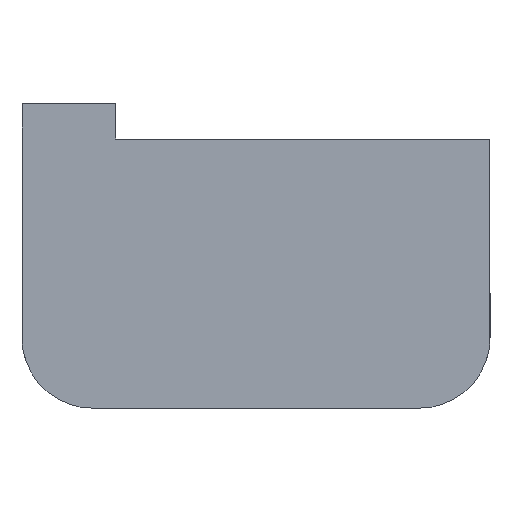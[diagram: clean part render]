
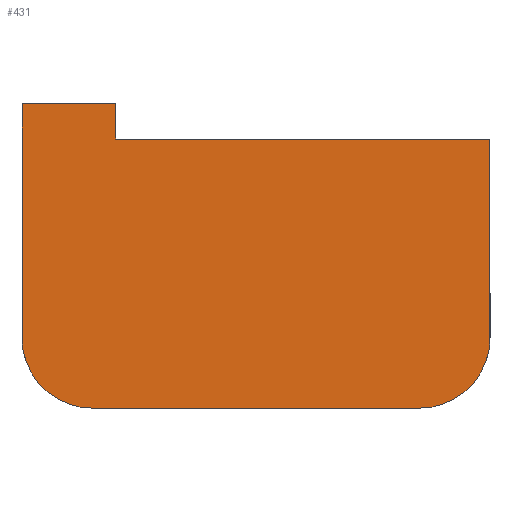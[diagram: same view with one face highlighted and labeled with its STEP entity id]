
A CAD part, left-side view. The second image highlights one B-rep face of the part: STEP entity #431.
In plain terms, the highlighted planar face has unit normal (-1, 0, 0).
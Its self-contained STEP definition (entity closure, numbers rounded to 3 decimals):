
#7 = ORIENTED_EDGE ( 'NONE', *, *, #261, .T. ) ;
#10 = CARTESIAN_POINT ( 'NONE',  ( -9.3, -10., 11.5 ) ) ;
#12 = EDGE_CURVE ( 'NONE', #477, #478, #525, .T. ) ;
#30 = VERTEX_POINT ( 'NONE', #303 ) ;
#35 = DIRECTION ( 'NONE',  ( 0., 0., -1. ) ) ;
#42 = CARTESIAN_POINT ( 'NONE',  ( -9.3, 7., 3. ) ) ;
#43 = EDGE_CURVE ( 'NONE', #290, #30, #424, .T. ) ;
#48 = DIRECTION ( 'NONE',  ( 0., 0., -1. ) ) ;
#56 = ORIENTED_EDGE ( 'NONE', *, *, #43, .T. ) ;
#75 = DIRECTION ( 'NONE',  ( 0., -1., 0. ) ) ;
#91 = CARTESIAN_POINT ( 'NONE',  ( -9.3, 6., 11.5 ) ) ;
#93 = DIRECTION ( 'NONE',  ( 0., -1., 0. ) ) ;
#99 = DIRECTION ( 'NONE',  ( -1., 0., 0. ) ) ;
#101 = VECTOR ( 'NONE', #93, 1000. ) ;
#123 = AXIS2_PLACEMENT_3D ( 'NONE', #42, #604, #324 ) ;
#132 = EDGE_CURVE ( 'NONE', #311, #420, #318, .T. ) ;
#134 = ORIENTED_EDGE ( 'NONE', *, *, #132, .F. ) ;
#136 = CARTESIAN_POINT ( 'NONE',  ( -9.3, 10., 11.5 ) ) ;
#142 = ORIENTED_EDGE ( 'NONE', *, *, #177, .T. ) ;
#145 = VERTEX_POINT ( 'NONE', #467 ) ;
#162 = VERTEX_POINT ( 'NONE', #418 ) ;
#177 = EDGE_CURVE ( 'NONE', #30, #145, #601, .T. ) ;
#225 = EDGE_CURVE ( 'NONE', #290, #311, #241, .T. ) ;
#241 = LINE ( 'NONE', #562, #566 ) ;
#244 = DIRECTION ( 'NONE',  ( 0., 1., 0. ) ) ;
#251 = ORIENTED_EDGE ( 'NONE', *, *, #225, .F. ) ;
#261 = EDGE_CURVE ( 'NONE', #162, #478, #438, .T. ) ;
#282 = LINE ( 'NONE', #517, #101 ) ;
#290 = VERTEX_POINT ( 'NONE', #388 ) ;
#299 = VECTOR ( 'NONE', #496, 1000. ) ;
#300 = CARTESIAN_POINT ( 'NONE',  ( -9.3, 6., 13. ) ) ;
#303 = CARTESIAN_POINT ( 'NONE',  ( -9.3, 10., 3. ) ) ;
#311 = VERTEX_POINT ( 'NONE', #300 ) ;
#318 = LINE ( 'NONE', #511, #356 ) ;
#319 = EDGE_LOOP ( 'NONE', ( #405, #7, #545, #569, #134, #251, #56, #142 ) ) ;
#324 = DIRECTION ( 'NONE',  ( 0., 1., 0. ) ) ;
#345 = CARTESIAN_POINT ( 'NONE',  ( -9.3, -7., 3. ) ) ;
#349 = AXIS2_PLACEMENT_3D ( 'NONE', #345, #99, #244 ) ;
#356 = VECTOR ( 'NONE', #48, 1000. ) ;
#373 = DIRECTION ( 'NONE',  ( 1., 0., 0. ) ) ;
#376 = DIRECTION ( 'NONE',  ( 0., 1., 0. ) ) ;
#388 = CARTESIAN_POINT ( 'NONE',  ( -9.3, 10., 13. ) ) ;
#405 = ORIENTED_EDGE ( 'NONE', *, *, #602, .T. ) ;
#418 = CARTESIAN_POINT ( 'NONE',  ( -9.3, -7., 0. ) ) ;
#420 = VERTEX_POINT ( 'NONE', #91 ) ;
#423 = LINE ( 'NONE', #598, #462 ) ;
#424 = LINE ( 'NONE', #537, #299 ) ;
#431 = ADVANCED_FACE ( 'NONE', ( #574 ), #560, .F. ) ;
#438 = CIRCLE ( 'NONE', #349, 3. ) ;
#439 = VECTOR ( 'NONE', #35, 1000. ) ;
#451 = EDGE_CURVE ( 'NONE', #420, #477, #282, .T. ) ;
#462 = VECTOR ( 'NONE', #75, 1000. ) ;
#467 = CARTESIAN_POINT ( 'NONE',  ( -9.3, 7., 0. ) ) ;
#476 = DIRECTION ( 'NONE',  ( 0., -1., 0. ) ) ;
#477 = VERTEX_POINT ( 'NONE', #10 ) ;
#478 = VERTEX_POINT ( 'NONE', #523 ) ;
#496 = DIRECTION ( 'NONE',  ( 0., 0., -1. ) ) ;
#506 = AXIS2_PLACEMENT_3D ( 'NONE', #136, #373, #376 ) ;
#511 = CARTESIAN_POINT ( 'NONE',  ( -9.3, 6., 13. ) ) ;
#517 = CARTESIAN_POINT ( 'NONE',  ( -9.3, 10., 11.5 ) ) ;
#523 = CARTESIAN_POINT ( 'NONE',  ( -9.3, -10., 3. ) ) ;
#525 = LINE ( 'NONE', #589, #439 ) ;
#537 = CARTESIAN_POINT ( 'NONE',  ( -9.3, 10., 11.5 ) ) ;
#545 = ORIENTED_EDGE ( 'NONE', *, *, #12, .F. ) ;
#560 = PLANE ( 'NONE',  #506 ) ;
#562 = CARTESIAN_POINT ( 'NONE',  ( -9.3, 6., 13. ) ) ;
#566 = VECTOR ( 'NONE', #476, 1000. ) ;
#569 = ORIENTED_EDGE ( 'NONE', *, *, #451, .F. ) ;
#574 = FACE_OUTER_BOUND ( 'NONE', #319, .T. ) ;
#589 = CARTESIAN_POINT ( 'NONE',  ( -9.3, -10., 11.5 ) ) ;
#598 = CARTESIAN_POINT ( 'NONE',  ( -9.3, 10., 0. ) ) ;
#601 = CIRCLE ( 'NONE', #123, 3. ) ;
#602 = EDGE_CURVE ( 'NONE', #145, #162, #423, .T. ) ;
#604 = DIRECTION ( 'NONE',  ( -1., 0., 0. ) ) ;
